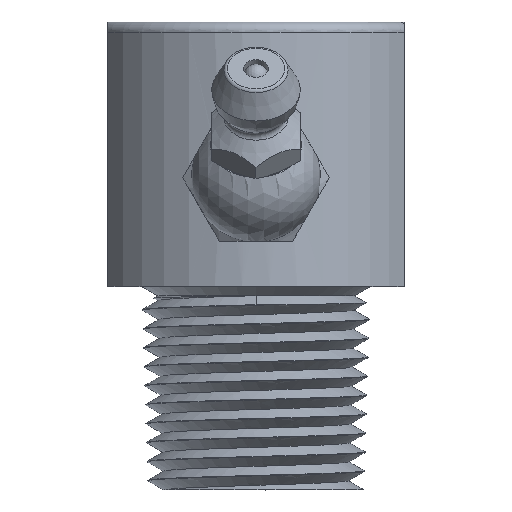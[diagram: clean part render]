
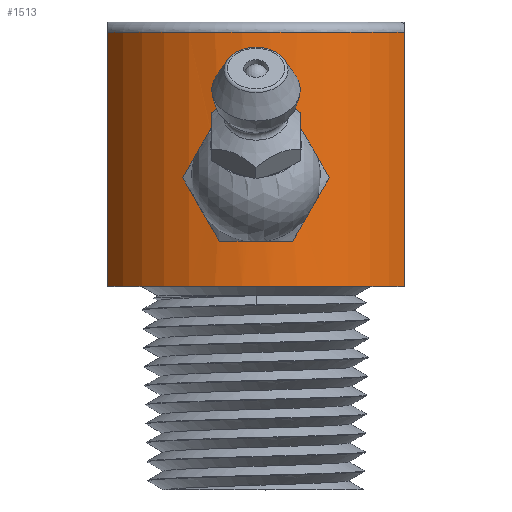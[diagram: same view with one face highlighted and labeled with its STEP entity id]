
A CAD part, top view. The second image highlights one B-rep face of the part: STEP entity #1513.
In plain terms, the highlighted cylindrical face has radius 12.7 mm (diameter 25.4 mm), a partial arc.
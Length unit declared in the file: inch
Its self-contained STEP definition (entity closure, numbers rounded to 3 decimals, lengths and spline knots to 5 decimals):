
#72=FACE_BOUND('',#249,.T.);
#126=CYLINDRICAL_SURFACE('',#1685,0.5);
#156=FACE_OUTER_BOUND('',#248,.T.);
#248=EDGE_LOOP('',(#1071,#1072,#1073,#1074));
#249=EDGE_LOOP('',(#1075,#1076,#1077));
#342=CIRCLE('',#1683,0.5);
#344=CIRCLE('',#1686,0.5);
#438=B_SPLINE_CURVE_WITH_KNOTS('',3,(#7715,#7716,#7717,#7718,#7719,#7720,
#7721,#7722,#7723,#7724),.UNSPECIFIED.,.F.,.F.,(4,2,2,2,4),(0.40508,
0.50634,0.60761,0.70888,0.81015),
 .UNSPECIFIED.);
#439=B_SPLINE_CURVE_WITH_KNOTS('',3,(#7726,#7727,#7728,#7729,#7730,#7731,
#7732,#7733,#7734,#7735),.UNSPECIFIED.,.F.,.F.,(4,2,2,2,4),(0.81015,
0.91142,1.0127,1.11396,1.21523),
 .UNSPECIFIED.);
#440=B_SPLINE_CURVE_WITH_KNOTS('',3,(#7736,#7737,#7738,#7739,#7740,#7741,
#7742,#7743,#7744,#7745,#7746,#7747,#7748,#7749,#7750,#7751,#7752,#7753,
#7754),.UNSPECIFIED.,.F.,.F.,(4,2,2,2,3,2,2,2,4),(1.21523,1.31649,
1.41776,1.51903,1.6203,1.72158,1.82285,
1.92411,2.02538),.UNSPECIFIED.);
#480=LINE('',#7690,#534);
#482=LINE('',#7711,#536);
#534=VECTOR('',#1903,0.3937);
#536=VECTOR('',#1913,0.3937);
#615=VERTEX_POINT('',#7676);
#616=VERTEX_POINT('',#7689);
#618=VERTEX_POINT('',#7694);
#619=VERTEX_POINT('',#7710);
#620=VERTEX_POINT('',#7713);
#621=VERTEX_POINT('',#7714);
#622=VERTEX_POINT('',#7725);
#788=EDGE_CURVE('',#615,#616,#480,.T.);
#791=EDGE_CURVE('',#618,#615,#342,.T.);
#793=EDGE_CURVE('',#618,#619,#482,.T.);
#794=EDGE_CURVE('',#619,#616,#344,.T.);
#795=EDGE_CURVE('',#620,#621,#438,.T.);
#796=EDGE_CURVE('',#621,#622,#439,.T.);
#797=EDGE_CURVE('',#622,#620,#440,.T.);
#1071=ORIENTED_EDGE('',*,*,#791,.F.);
#1072=ORIENTED_EDGE('',*,*,#793,.T.);
#1073=ORIENTED_EDGE('',*,*,#794,.T.);
#1074=ORIENTED_EDGE('',*,*,#788,.F.);
#1075=ORIENTED_EDGE('',*,*,#795,.T.);
#1076=ORIENTED_EDGE('',*,*,#796,.T.);
#1077=ORIENTED_EDGE('',*,*,#797,.T.);
#1513=ADVANCED_FACE('',(#156,#72),#126,.T.);
#1683=AXIS2_PLACEMENT_3D('',#7707,#1907,#1908);
#1685=AXIS2_PLACEMENT_3D('',#7709,#1911,#1912);
#1686=AXIS2_PLACEMENT_3D('',#7712,#1914,#1915);
#1903=DIRECTION('',(0.,0.,1.));
#1907=DIRECTION('center_axis',(0.,0.,-1.));
#1908=DIRECTION('ref_axis',(0.,1.,0.));
#1911=DIRECTION('center_axis',(0.,0.,1.));
#1912=DIRECTION('ref_axis',(1.,0.,0.));
#1913=DIRECTION('',(0.,0.,1.));
#1914=DIRECTION('center_axis',(0.,0.,-1.));
#1915=DIRECTION('ref_axis',(1.,0.,0.));
#7676=CARTESIAN_POINT('',(0.4375,0.24206,0.03));
#7689=CARTESIAN_POINT('',(0.4375,0.24206,0.78));
#7690=CARTESIAN_POINT('',(0.4375,0.24206,0.));
#7694=CARTESIAN_POINT('',(-0.4375,0.24206,0.03));
#7707=CARTESIAN_POINT('Origin',(0.,0.,0.03));
#7709=CARTESIAN_POINT('Origin',(0.,0.,0.));
#7710=CARTESIAN_POINT('',(-0.4375,0.24206,0.78));
#7711=CARTESIAN_POINT('',(-0.4375,0.24206,0.));
#7712=CARTESIAN_POINT('Origin',(0.,0.,0.78));
#7713=CARTESIAN_POINT('',(0.,0.5,0.5655));
#7714=CARTESIAN_POINT('',(-0.1055,0.48874,0.46));
#7715=CARTESIAN_POINT('Ctrl Pts',(0.,0.5,0.5655));
#7716=CARTESIAN_POINT('Ctrl Pts',(-0.01329,0.5,0.5655));
#7717=CARTESIAN_POINT('Ctrl Pts',(-0.02744,0.49942,
0.56284));
#7718=CARTESIAN_POINT('Ctrl Pts',(-0.05342,0.49731,
0.55206));
#7719=CARTESIAN_POINT('Ctrl Pts',(-0.06526,0.49581,
0.54394));
#7720=CARTESIAN_POINT('Ctrl Pts',(-0.08394,0.49299,
0.52526));
#7721=CARTESIAN_POINT('Ctrl Pts',(-0.09206,0.49148,
0.51342));
#7722=CARTESIAN_POINT('Ctrl Pts',(-0.10284,0.48934,
0.48744));
#7723=CARTESIAN_POINT('Ctrl Pts',(-0.1055,0.48874,0.47329));
#7724=CARTESIAN_POINT('Ctrl Pts',(-0.1055,0.48874,0.46));
#7725=CARTESIAN_POINT('',(0.,0.5,0.3545));
#7726=CARTESIAN_POINT('Ctrl Pts',(-0.1055,0.48874,0.46));
#7727=CARTESIAN_POINT('Ctrl Pts',(-0.1055,0.48874,0.44671));
#7728=CARTESIAN_POINT('Ctrl Pts',(-0.10284,0.48934,
0.43256));
#7729=CARTESIAN_POINT('Ctrl Pts',(-0.09206,0.49148,
0.40658));
#7730=CARTESIAN_POINT('Ctrl Pts',(-0.08394,0.49299,
0.39474));
#7731=CARTESIAN_POINT('Ctrl Pts',(-0.06526,0.49581,
0.37606));
#7732=CARTESIAN_POINT('Ctrl Pts',(-0.05342,0.49731,
0.36794));
#7733=CARTESIAN_POINT('Ctrl Pts',(-0.02744,0.49942,
0.35716));
#7734=CARTESIAN_POINT('Ctrl Pts',(-0.01329,0.5,0.3545));
#7735=CARTESIAN_POINT('Ctrl Pts',(0.,0.5,0.3545));
#7736=CARTESIAN_POINT('Ctrl Pts',(0.,0.5,0.3545));
#7737=CARTESIAN_POINT('Ctrl Pts',(0.01329,0.5,0.3545));
#7738=CARTESIAN_POINT('Ctrl Pts',(0.02744,0.49942,
0.35716));
#7739=CARTESIAN_POINT('Ctrl Pts',(0.05342,0.49731,
0.36794));
#7740=CARTESIAN_POINT('Ctrl Pts',(0.06526,0.49581,
0.37606));
#7741=CARTESIAN_POINT('Ctrl Pts',(0.08394,0.49299,0.39474));
#7742=CARTESIAN_POINT('Ctrl Pts',(0.09206,0.49148,
0.40658));
#7743=CARTESIAN_POINT('Ctrl Pts',(0.10284,0.48934,0.43256));
#7744=CARTESIAN_POINT('Ctrl Pts',(0.1055,0.48874,0.44671));
#7745=CARTESIAN_POINT('Ctrl Pts',(0.1055,0.48874,0.46));
#7746=CARTESIAN_POINT('Ctrl Pts',(0.1055,0.48874,0.47329));
#7747=CARTESIAN_POINT('Ctrl Pts',(0.10284,0.48934,0.48744));
#7748=CARTESIAN_POINT('Ctrl Pts',(0.09206,0.49148,
0.51342));
#7749=CARTESIAN_POINT('Ctrl Pts',(0.08394,0.49299,0.52526));
#7750=CARTESIAN_POINT('Ctrl Pts',(0.06526,0.49581,
0.54394));
#7751=CARTESIAN_POINT('Ctrl Pts',(0.05342,0.49731,0.55206));
#7752=CARTESIAN_POINT('Ctrl Pts',(0.02744,0.49942,
0.56284));
#7753=CARTESIAN_POINT('Ctrl Pts',(0.01329,0.5,0.5655));
#7754=CARTESIAN_POINT('Ctrl Pts',(0.,0.5,0.5655));
